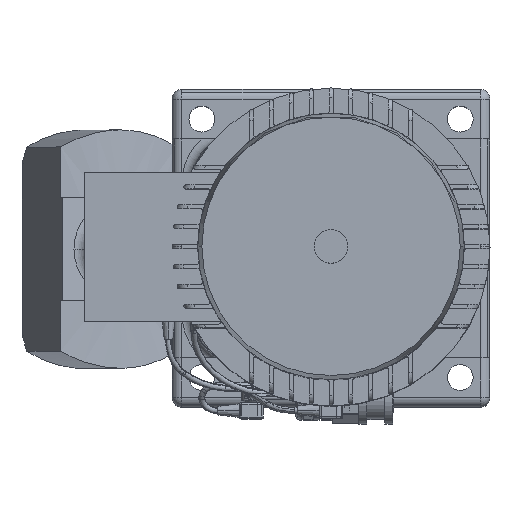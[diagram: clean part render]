
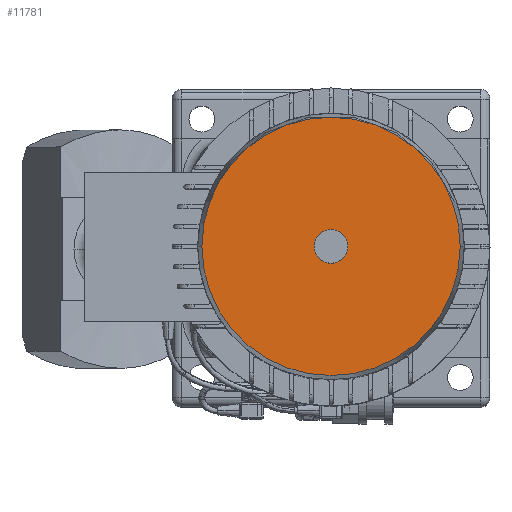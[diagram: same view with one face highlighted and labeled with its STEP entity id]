
A CAD part, top view. The second image highlights one B-rep face of the part: STEP entity #11781.
In plain terms, the highlighted planar face has unit normal (0, 0, 1).
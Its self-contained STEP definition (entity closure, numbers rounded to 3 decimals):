
#11781=ADVANCED_FACE('',(#22701,#22702),#22703,.T.);
#22701=FACE_BOUND('',#36105,.T.);
#22702=FACE_OUTER_BOUND('',#36106,.T.);
#22703=PLANE('',#36107);
#36105=EDGE_LOOP('',(#62251,#62252));
#36106=EDGE_LOOP('',(#62253,#62254));
#36107=AXIS2_PLACEMENT_3D('',#62255,#62256,#62257);
#62251=ORIENTED_EDGE('',*,*,#70236,.F.);
#62252=ORIENTED_EDGE('',*,*,#71840,.F.);
#62253=ORIENTED_EDGE('',*,*,#70244,.T.);
#62254=ORIENTED_EDGE('',*,*,#71838,.T.);
#62255=CARTESIAN_POINT('',(-36.75,0.,580.9));
#62256=DIRECTION('',(0.,0.,1.0));
#62257=DIRECTION('',(-1.0,0.,0.));
#70236=EDGE_CURVE('',#82923,#82926,#82927,.T.);
#70244=EDGE_CURVE('',#82933,#82939,#82941,.T.);
#71838=EDGE_CURVE('',#82939,#82933,#85326,.T.);
#71840=EDGE_CURVE('',#82926,#82923,#85328,.T.);
#82923=VERTEX_POINT('',#103430);
#82926=VERTEX_POINT('',#103434);
#82927=CIRCLE('',#103435,8.5);
#82933=VERTEX_POINT('',#103442);
#82939=VERTEX_POINT('',#103449);
#82941=CIRCLE('',#103452,65.);
#85326=CIRCLE('',#118899,65.);
#85328=CIRCLE('',#118901,8.5);
#103430=CARTESIAN_POINT('',(-8.5,0.,580.9));
#103434=CARTESIAN_POINT('',(8.5,0.,580.9));
#103435=AXIS2_PLACEMENT_3D('',#129433,#129434,#129435);
#103442=CARTESIAN_POINT('',(-65.,0.,580.9));
#103449=CARTESIAN_POINT('',(65.,0.,580.9));
#103452=AXIS2_PLACEMENT_3D('',#129448,#129449,#129450);
#118899=AXIS2_PLACEMENT_3D('',#131154,#131155,#131156);
#118901=AXIS2_PLACEMENT_3D('',#131157,#131158,#131159);
#129433=CARTESIAN_POINT('',(0.,0.,580.9));
#129434=DIRECTION('',(0.,0.,1.0));
#129435=DIRECTION('',(-1.0,0.,0.));
#129448=CARTESIAN_POINT('',(0.,0.,580.9));
#129449=DIRECTION('',(0.,0.,1.0));
#129450=DIRECTION('',(-1.0,0.,0.));
#131154=CARTESIAN_POINT('',(0.,0.,580.9));
#131155=DIRECTION('',(0.,0.,1.0));
#131156=DIRECTION('',(-1.0,0.,0.));
#131157=CARTESIAN_POINT('',(0.,0.,580.9));
#131158=DIRECTION('',(0.,0.,1.0));
#131159=DIRECTION('',(-1.0,0.,0.));
